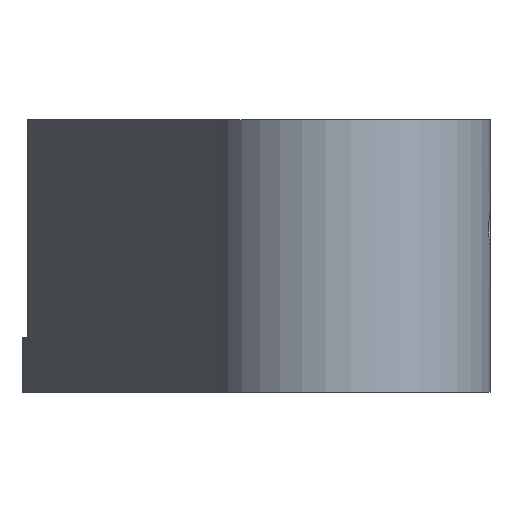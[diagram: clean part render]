
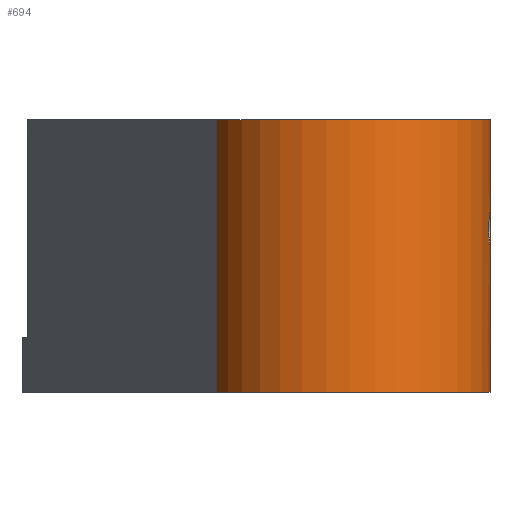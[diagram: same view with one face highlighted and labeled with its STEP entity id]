
A CAD part, left-side view. The second image highlights one B-rep face of the part: STEP entity #694.
In plain terms, the highlighted cylindrical face has radius 13 mm (diameter 26 mm), a partial arc.
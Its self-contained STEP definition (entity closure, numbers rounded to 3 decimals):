
#420 = EDGE_CURVE('',#421,#423,#425,.T.);
#421 = VERTEX_POINT('',#422);
#422 = CARTESIAN_POINT('',(-116.,32.,90.));
#423 = VERTEX_POINT('',#424);
#424 = CARTESIAN_POINT('',(-120.736,57.106,90.));
#425 = CIRCLE('',#426,13.);
#426 = AXIS2_PLACEMENT_3D('',#427,#428,#429);
#427 = CARTESIAN_POINT('',(-116.,45.,90.));
#428 = DIRECTION('',(0.,0.,-1.));
#429 = DIRECTION('',(-1.,-0.,-0.));
#694 = ADVANCED_FACE('',(#695),#773,.T.);
#695 = FACE_BOUND('',#696,.T.);
#696 = EDGE_LOOP('',(#697,#705,#706,#714,#733,#758,#766));
#697 = ORIENTED_EDGE('',*,*,#698,.F.);
#698 = EDGE_CURVE('',#423,#699,#701,.T.);
#699 = VERTEX_POINT('',#700);
#700 = CARTESIAN_POINT('',(-120.736,57.106,115.));
#701 = LINE('',#702,#703);
#702 = CARTESIAN_POINT('',(-120.736,57.106,95.));
#703 = VECTOR('',#704,1.);
#704 = DIRECTION('',(0.,0.,1.));
#705 = ORIENTED_EDGE('',*,*,#420,.F.);
#706 = ORIENTED_EDGE('',*,*,#707,.T.);
#707 = EDGE_CURVE('',#421,#708,#710,.T.);
#708 = VERTEX_POINT('',#709);
#709 = CARTESIAN_POINT('',(-116.,32.,103.3));
#710 = LINE('',#711,#712);
#711 = CARTESIAN_POINT('',(-116.,32.,90.));
#712 = VECTOR('',#713,1.);
#713 = DIRECTION('',(0.,0.,1.));
#714 = ORIENTED_EDGE('',*,*,#715,.T.);
#715 = EDGE_CURVE('',#708,#716,#718,.T.);
#716 = VERTEX_POINT('',#717);
#717 = CARTESIAN_POINT('',(-117.7,32.112,105.));
#718 = B_SPLINE_CURVE_WITH_KNOTS('',7,(#719,#720,#721,#722,#723,#724,
    #725,#726,#727,#728,#729,#730,#731,#732),.UNSPECIFIED.,.F.,.F.,(8,6,
    8),(0.,0.454,1.),.UNSPECIFIED.);
#719 = CARTESIAN_POINT('',(-116.,32.,103.3));
#720 = CARTESIAN_POINT('',(-116.205,32.,103.3));
#721 = CARTESIAN_POINT('',(-116.407,32.004,
    103.329));
#722 = CARTESIAN_POINT('',(-116.599,32.011,
    103.385));
#723 = CARTESIAN_POINT('',(-116.778,32.021,
    103.464));
#724 = CARTESIAN_POINT('',(-116.939,32.033,
    103.563));
#725 = CARTESIAN_POINT('',(-117.081,32.044,
    103.677));
#726 = CARTESIAN_POINT('',(-117.348,32.069,
    103.944));
#727 = CARTESIAN_POINT('',(-117.467,32.082,104.104
    ));
#728 = CARTESIAN_POINT('',(-117.561,32.094,
    104.275));
#729 = CARTESIAN_POINT('',(-117.631,32.103,
    104.452));
#730 = CARTESIAN_POINT('',(-117.677,32.109,
    104.633));
#731 = CARTESIAN_POINT('',(-117.7,32.112,104.817));
#732 = CARTESIAN_POINT('',(-117.7,32.112,105.));
#733 = ORIENTED_EDGE('',*,*,#734,.T.);
#734 = EDGE_CURVE('',#716,#735,#737,.T.);
#735 = VERTEX_POINT('',#736);
#736 = CARTESIAN_POINT('',(-116.,32.,106.7));
#737 = B_SPLINE_CURVE_WITH_KNOTS('',7,(#738,#739,#740,#741,#742,#743,
    #744,#745,#746,#747,#748,#749,#750,#751,#752,#753,#754,#755,#756,
    #757),.UNSPECIFIED.,.F.,.F.,(8,6,6,8),(0.,0.503,
    0.791,1.),.UNSPECIFIED.);
#738 = CARTESIAN_POINT('',(-117.7,32.112,105.));
#739 = CARTESIAN_POINT('',(-117.7,32.112,105.17));
#740 = CARTESIAN_POINT('',(-117.68,32.109,
    105.339));
#741 = CARTESIAN_POINT('',(-117.641,32.104,
    105.507));
#742 = CARTESIAN_POINT('',(-117.581,32.096,
    105.672));
#743 = CARTESIAN_POINT('',(-117.501,32.086,
    105.832));
#744 = CARTESIAN_POINT('',(-117.399,32.075,
    105.984));
#745 = CARTESIAN_POINT('',(-117.204,32.056,
    106.205));
#746 = CARTESIAN_POINT('',(-117.126,32.048,
    106.282));
#747 = CARTESIAN_POINT('',(-117.04,32.041,
    106.354));
#748 = CARTESIAN_POINT('',(-116.947,32.034,
    106.421));
#749 = CARTESIAN_POINT('',(-116.847,32.027,
    106.482));
#750 = CARTESIAN_POINT('',(-116.739,32.021,
    106.536));
#751 = CARTESIAN_POINT('',(-116.543,32.011,
    106.613));
#752 = CARTESIAN_POINT('',(-116.458,32.008,
    106.641));
#753 = CARTESIAN_POINT('',(-116.369,32.005,
    106.664));
#754 = CARTESIAN_POINT('',(-116.279,32.002,
    106.682));
#755 = CARTESIAN_POINT('',(-116.186,32.001,
    106.694));
#756 = CARTESIAN_POINT('',(-116.093,32.,106.7));
#757 = CARTESIAN_POINT('',(-116.,32.,106.7));
#758 = ORIENTED_EDGE('',*,*,#759,.T.);
#759 = EDGE_CURVE('',#735,#760,#762,.T.);
#760 = VERTEX_POINT('',#761);
#761 = CARTESIAN_POINT('',(-116.,32.,115.));
#762 = LINE('',#763,#764);
#763 = CARTESIAN_POINT('',(-116.,32.,90.));
#764 = VECTOR('',#765,1.);
#765 = DIRECTION('',(0.,0.,1.));
#766 = ORIENTED_EDGE('',*,*,#767,.T.);
#767 = EDGE_CURVE('',#760,#699,#768,.T.);
#768 = CIRCLE('',#769,13.);
#769 = AXIS2_PLACEMENT_3D('',#770,#771,#772);
#770 = CARTESIAN_POINT('',(-116.,45.,115.));
#771 = DIRECTION('',(0.,0.,-1.));
#772 = DIRECTION('',(-1.,-0.,-0.));
#773 = CYLINDRICAL_SURFACE('',#774,13.);
#774 = AXIS2_PLACEMENT_3D('',#775,#776,#777);
#775 = CARTESIAN_POINT('',(-116.,45.,90.));
#776 = DIRECTION('',(0.,0.,-1.));
#777 = DIRECTION('',(-1.,-0.,-0.));
